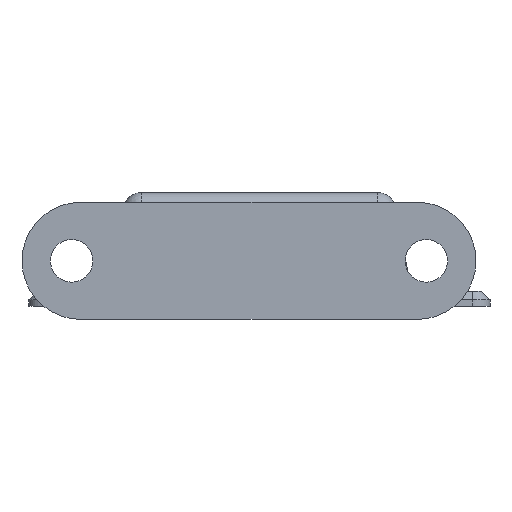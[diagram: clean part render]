
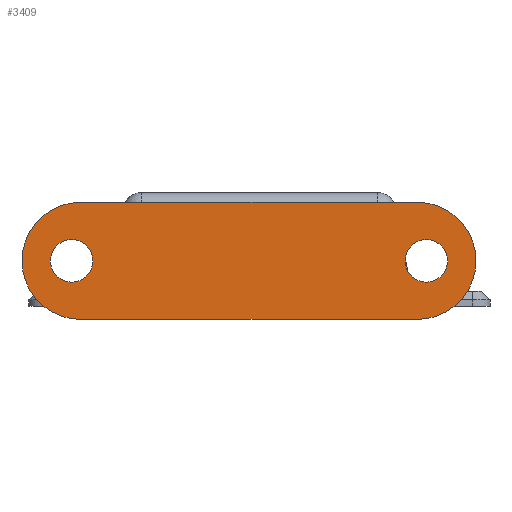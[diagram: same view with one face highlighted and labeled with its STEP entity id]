
A CAD part, front view. The second image highlights one B-rep face of the part: STEP entity #3409.
In plain terms, the highlighted face is planar.
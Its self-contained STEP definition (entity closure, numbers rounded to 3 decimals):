
#77=FACE_BOUND('',#637,.T.);
#78=FACE_BOUND('',#638,.T.);
#233=PLANE('',#3741);
#426=FACE_OUTER_BOUND('',#636,.T.);
#636=EDGE_LOOP('',(#3151,#3152,#3153,#3154));
#637=EDGE_LOOP('',(#3155));
#638=EDGE_LOOP('',(#3156));
#969=LINE('',#6399,#1265);
#973=LINE('',#6410,#1269);
#1265=VECTOR('',#4673,38.);
#1269=VECTOR('',#4685,38.);
#1381=CIRCLE('',#3726,2.4);
#1384=CIRCLE('',#3731,2.4);
#1385=CIRCLE('',#3733,6.6);
#1387=CIRCLE('',#3737,6.6);
#1687=VERTEX_POINT('',#6378);
#1690=VERTEX_POINT('',#6386);
#1691=VERTEX_POINT('',#6389);
#1692=VERTEX_POINT('',#6390);
#1695=VERTEX_POINT('',#6398);
#1697=VERTEX_POINT('',#6404);
#2169=EDGE_CURVE('',#1687,#1687,#1381,.T.);
#2172=EDGE_CURVE('',#1690,#1690,#1384,.T.);
#2173=EDGE_CURVE('',#1691,#1692,#1385,.T.);
#2177=EDGE_CURVE('',#1695,#1691,#969,.T.);
#2180=EDGE_CURVE('',#1697,#1695,#1387,.T.);
#2183=EDGE_CURVE('',#1692,#1697,#973,.T.);
#3151=ORIENTED_EDGE('',*,*,#2183,.F.);
#3152=ORIENTED_EDGE('',*,*,#2173,.F.);
#3153=ORIENTED_EDGE('',*,*,#2177,.F.);
#3154=ORIENTED_EDGE('',*,*,#2180,.F.);
#3155=ORIENTED_EDGE('',*,*,#2169,.T.);
#3156=ORIENTED_EDGE('',*,*,#2172,.T.);
#3409=ADVANCED_FACE('',(#426,#77,#78),#233,.F.);
#3726=AXIS2_PLACEMENT_3D('',#6379,#4651,#4652);
#3731=AXIS2_PLACEMENT_3D('',#6387,#4661,#4662);
#3733=AXIS2_PLACEMENT_3D('',#6391,#4665,#4666);
#3737=AXIS2_PLACEMENT_3D('',#6405,#4678,#4679);
#3741=AXIS2_PLACEMENT_3D('',#6413,#4689,#4690);
#4651=DIRECTION('center_axis',(0.,0.,1.));
#4652=DIRECTION('ref_axis',(1.,0.,0.));
#4661=DIRECTION('center_axis',(0.,0.,1.));
#4662=DIRECTION('ref_axis',(1.,0.,0.));
#4665=DIRECTION('center_axis',(0.,0.,1.));
#4666=DIRECTION('ref_axis',(0.,1.,0.));
#4673=DIRECTION('',(-1.,0.,0.));
#4678=DIRECTION('center_axis',(0.,0.,1.));
#4679=DIRECTION('ref_axis',(0.,-1.,0.));
#4685=DIRECTION('',(1.,0.,0.));
#4689=DIRECTION('center_axis',(0.,0.,1.));
#4690=DIRECTION('ref_axis',(1.,0.,0.));
#6378=CARTESIAN_POINT('',(-3.4,0.,0.));
#6379=CARTESIAN_POINT('Origin',(-1.,0.,
0.));
#6386=CARTESIAN_POINT('',(36.6,0.,0.));
#6387=CARTESIAN_POINT('Origin',(39.,0.,0.));
#6389=CARTESIAN_POINT('',(0.,6.6,0.));
#6390=CARTESIAN_POINT('',(0.,-6.6,0.));
#6391=CARTESIAN_POINT('Origin',(0.,0.,0.));
#6398=CARTESIAN_POINT('',(38.,6.6,0.));
#6399=CARTESIAN_POINT('',(38.,6.6,0.));
#6404=CARTESIAN_POINT('',(38.,-6.6,0.));
#6405=CARTESIAN_POINT('Origin',(38.,0.,0.));
#6410=CARTESIAN_POINT('',(0.,-6.6,0.));
#6413=CARTESIAN_POINT('Origin',(19.,0.,0.));
